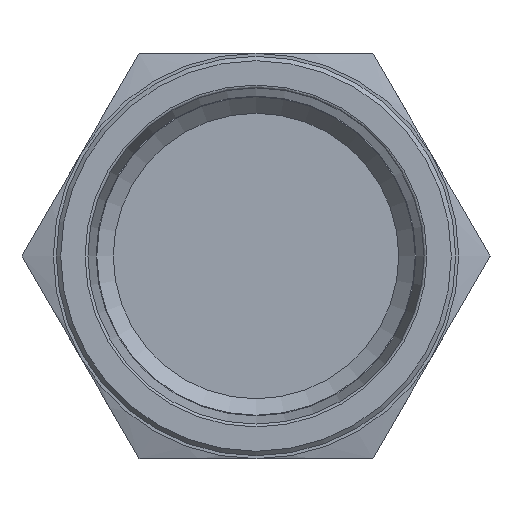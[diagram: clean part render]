
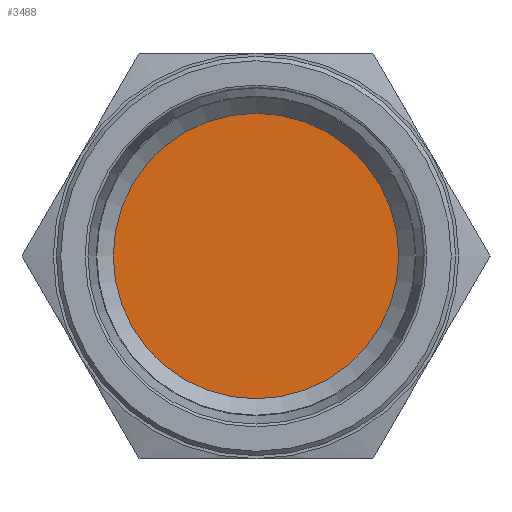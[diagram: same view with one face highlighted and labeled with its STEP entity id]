
A CAD part, left-side view. The second image highlights one B-rep face of the part: STEP entity #3488.
In plain terms, the highlighted free-form (B-spline) face has degree [1, 1] with [2, 2] control points.
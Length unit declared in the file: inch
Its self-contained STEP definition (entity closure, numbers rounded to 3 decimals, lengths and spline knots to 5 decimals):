
#3465=CARTESIAN_POINT('',(1.05,0.0,0.486));
#3466=VERTEX_POINT('',#3465);
#3467=CARTESIAN_POINT('',(1.05,0.0,0.0));
#3468=DIRECTION('',(-1.0,0.0,0.0));
#3469=DIRECTION('',(0.0,0.0,1.0));
#3470=AXIS2_PLACEMENT_3D('',#3467,#3468,#3469);
#3471=CIRCLE('',#3470,0.486);
#3472=EDGE_CURVE('',#3466,#3466,#3471,.T.);
#3480=CARTESIAN_POINT('',(1.05,0.486,-0.486));
#3481=CARTESIAN_POINT('',(1.05,0.486,0.486));
#3482=CARTESIAN_POINT('',(1.05,-0.486,-0.486));
#3483=CARTESIAN_POINT('',(1.05,-0.486,0.486));
#3484=B_SPLINE_SURFACE_WITH_KNOTS('',1,1,((#3480,#3482),(#3481,#3483)),.UNSPECIFIED.,.F.,.F.,.U.,(2,2),(2,2),(0.0,0.972),(0.0,0.972),.UNSPECIFIED.);
#3485=ORIENTED_EDGE('',*,*,#3472,.T.);
#3486=EDGE_LOOP('',(#3485));
#3487=FACE_OUTER_BOUND('',#3486,.T.);
#3488=ADVANCED_FACE('',(#3487),#3484,.F.);
